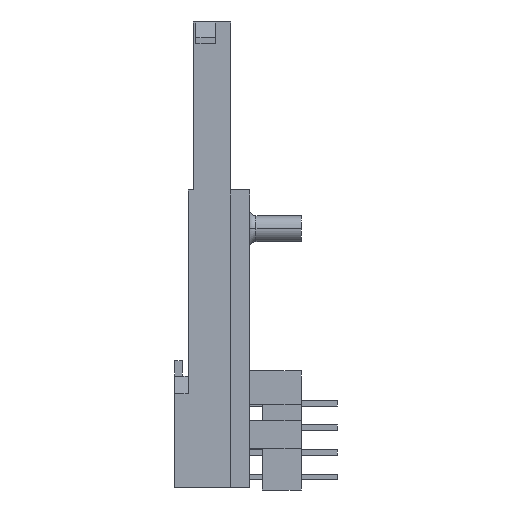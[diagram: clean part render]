
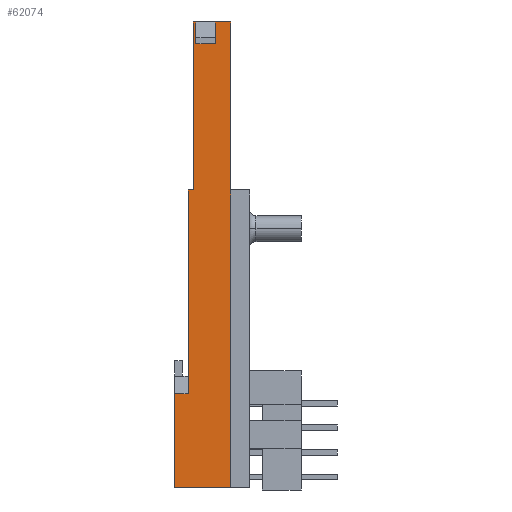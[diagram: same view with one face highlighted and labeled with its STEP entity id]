
A CAD part, left-side view. The second image highlights one B-rep face of the part: STEP entity #62074.
In plain terms, the highlighted planar face has unit normal (-1, 0, 0).
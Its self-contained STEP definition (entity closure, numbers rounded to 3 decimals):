
#22360=DIRECTION('',(0.,0.,-1.));
#22361=VECTOR('',#22360,13.);
#22362=CARTESIAN_POINT('',(-29.55,4.35,26.2));
#22363=LINE('',#22362,#22361);
#22527=DIRECTION('',(0.,0.,-1.));
#22528=VECTOR('',#22527,1.7);
#22529=CARTESIAN_POINT('',(-29.55,4.15,26.2));
#22530=LINE('',#22529,#22528);
#22531=DIRECTION('',(0.,-1.,0.));
#22532=VECTOR('',#22531,1.5);
#22533=CARTESIAN_POINT('',(-29.55,4.15,24.5));
#22534=LINE('',#22533,#22532);
#22535=DIRECTION('',(0.,0.,-1.));
#22536=VECTOR('',#22535,1.7);
#22537=CARTESIAN_POINT('',(-29.55,2.65,26.2));
#22538=LINE('',#22537,#22536);
#22539=DIRECTION('',(0.,0.,-1.));
#22540=VECTOR('',#22539,13.);
#22541=CARTESIAN_POINT('',(-29.55,1.45,26.2));
#22542=LINE('',#22541,#22540);
#22543=DIRECTION('',(0.,0.,1.));
#22544=VECTOR('',#22543,23.);
#22545=CARTESIAN_POINT('',(-29.55,1.45,-9.8));
#22546=LINE('',#22545,#22544);
#22547=DIRECTION('',(0.,1.,0.));
#22548=VECTOR('',#22547,4.35);
#22549=CARTESIAN_POINT('',(-29.55,1.45,-9.8));
#22550=LINE('',#22549,#22548);
#22551=DIRECTION('',(0.,-1.,0.));
#22552=VECTOR('',#22551,1.05);
#22553=CARTESIAN_POINT('',(-29.55,5.8,-2.562));
#22554=LINE('',#22553,#22552);
#22567=DIRECTION('',(0.,1.,0.));
#22568=VECTOR('',#22567,0.2);
#22569=CARTESIAN_POINT('',(-29.55,4.15,26.2));
#22570=LINE('',#22569,#22568);
#22579=DIRECTION('',(0.,1.,0.));
#22580=VECTOR('',#22579,1.2);
#22581=CARTESIAN_POINT('',(-29.55,1.45,26.2));
#22582=LINE('',#22581,#22580);
#22665=DIRECTION('',(0.,0.,1.));
#22666=VECTOR('',#22665,7.238);
#22667=CARTESIAN_POINT('',(-29.55,5.8,-9.8));
#22668=LINE('',#22667,#22666);
#23134=DIRECTION('',(0.,1.,0.));
#23135=VECTOR('',#23134,0.4);
#23136=CARTESIAN_POINT('',(-29.55,4.35,13.2));
#23137=LINE('',#23136,#23135);
#23138=DIRECTION('',(0.,0.,-1.));
#23139=VECTOR('',#23138,15.762);
#23140=CARTESIAN_POINT('',(-29.55,4.75,13.2));
#23141=LINE('',#23140,#23139);
#28753=CARTESIAN_POINT('',(-29.55,5.8,-9.8));
#28754=VERTEX_POINT('',#28753);
#28769=CARTESIAN_POINT('',(-29.55,4.35,26.2));
#28771=VERTEX_POINT('',#28769);
#28813=CARTESIAN_POINT('',(-29.55,1.45,26.2));
#28815=VERTEX_POINT('',#28813);
#28827=CARTESIAN_POINT('',(-29.55,1.45,-9.8));
#28828=CARTESIAN_POINT('',(-29.55,1.45,13.2));
#28829=VERTEX_POINT('',#28827);
#28830=VERTEX_POINT('',#28828);
#28843=CARTESIAN_POINT('',(-29.55,4.75,13.2));
#28845=VERTEX_POINT('',#28843);
#28847=CARTESIAN_POINT('',(-29.55,4.35,13.2));
#28849=VERTEX_POINT('',#28847);
#28907=CARTESIAN_POINT('',(-29.55,5.8,-2.562));
#28908=CARTESIAN_POINT('',(-29.55,4.75,-2.562));
#28909=VERTEX_POINT('',#28907);
#28910=VERTEX_POINT('',#28908);
#29099=CARTESIAN_POINT('',(-29.55,4.15,26.2));
#29100=CARTESIAN_POINT('',(-29.55,4.15,24.5));
#29101=VERTEX_POINT('',#29099);
#29102=VERTEX_POINT('',#29100);
#29103=CARTESIAN_POINT('',(-29.55,2.65,24.5));
#29104=VERTEX_POINT('',#29103);
#29105=CARTESIAN_POINT('',(-29.55,2.65,26.2));
#29106=VERTEX_POINT('',#29105);
#62043=CARTESIAN_POINT('',(-29.55,0.,-9.8));
#62044=DIRECTION('',(-1.,0.,0.));
#62045=DIRECTION('',(0.,0.,1.));
#62046=AXIS2_PLACEMENT_3D('',#62043,#62044,#62045);
#62047=PLANE('',#62046);
#62049=ORIENTED_EDGE('',*,*,#62048,.T.);
#62051=ORIENTED_EDGE('',*,*,#62050,.T.);
#62053=ORIENTED_EDGE('',*,*,#62052,.F.);
#62055=ORIENTED_EDGE('',*,*,#62054,.F.);
#62057=ORIENTED_EDGE('',*,*,#62056,.T.);
#62059=ORIENTED_EDGE('',*,*,#62058,.F.);
#62060=ORIENTED_EDGE('',*,*,#62030,.T.);
#62062=ORIENTED_EDGE('',*,*,#62061,.T.);
#62064=ORIENTED_EDGE('',*,*,#62063,.T.);
#62066=ORIENTED_EDGE('',*,*,#62065,.F.);
#62068=ORIENTED_EDGE('',*,*,#62067,.F.);
#62069=ORIENTED_EDGE('',*,*,#61823,.F.);
#62071=ORIENTED_EDGE('',*,*,#62070,.F.);
#62072=EDGE_LOOP('',(#62049,#62051,#62053,#62055,#62057,#62059,#62060,#62062,
#62064,#62066,#62068,#62069,#62071));
#62073=FACE_OUTER_BOUND('',#62072,.F.);
#62074=ADVANCED_FACE('',(#62073),#62047,.T.);
#61823=EDGE_CURVE('',#28771,#28849,#22363,.T.);
#62030=EDGE_CURVE('',#28829,#28754,#22550,.T.);
#62048=EDGE_CURVE('',#29101,#29102,#22530,.T.);
#62050=EDGE_CURVE('',#29102,#29104,#22534,.T.);
#62052=EDGE_CURVE('',#29106,#29104,#22538,.T.);
#62054=EDGE_CURVE('',#28815,#29106,#22582,.T.);
#62056=EDGE_CURVE('',#28815,#28830,#22542,.T.);
#62058=EDGE_CURVE('',#28829,#28830,#22546,.T.);
#62061=EDGE_CURVE('',#28754,#28909,#22668,.T.);
#62063=EDGE_CURVE('',#28909,#28910,#22554,.T.);
#62065=EDGE_CURVE('',#28845,#28910,#23141,.T.);
#62067=EDGE_CURVE('',#28849,#28845,#23137,.T.);
#62070=EDGE_CURVE('',#29101,#28771,#22570,.T.);
